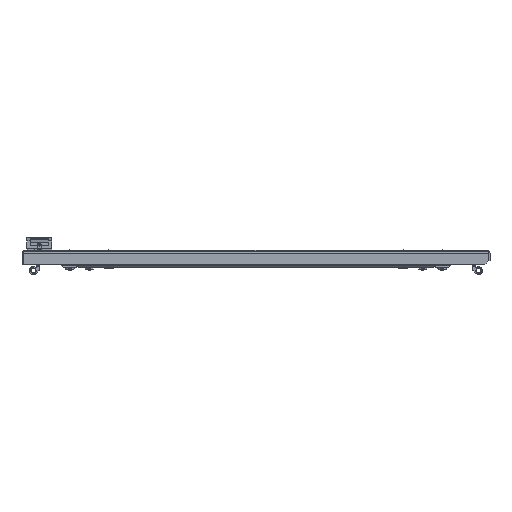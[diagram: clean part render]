
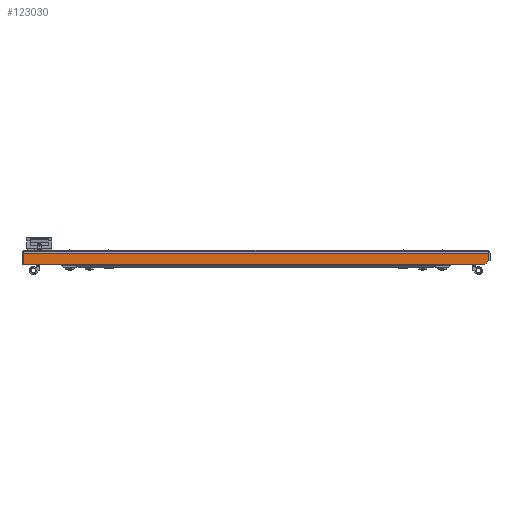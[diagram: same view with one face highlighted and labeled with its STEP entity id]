
A CAD part, front view. The second image highlights one B-rep face of the part: STEP entity #123030.
In plain terms, the highlighted planar face has unit normal (0, -1, 0).
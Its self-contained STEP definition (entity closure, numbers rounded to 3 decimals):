
#51 = ORIENTED_EDGE ( 'NONE', *, *, #105443, .T. ) ;
#1936 = VERTEX_POINT ( 'NONE', #15591 ) ;
#3695 = DIRECTION ( 'NONE',  ( 0.707, 0., 0.707 ) ) ;
#3754 = ORIENTED_EDGE ( 'NONE', *, *, #38972, .F. ) ;
#8529 = DIRECTION ( 'NONE',  ( 1., 0., 0. ) ) ;
#15591 = CARTESIAN_POINT ( 'NONE',  ( -296.929, -992., -2. ) ) ;
#25294 = CARTESIAN_POINT ( 'NONE',  ( -298.4, -992., -16.6 ) ) ;
#27018 = AXIS2_PLACEMENT_3D ( 'NONE', #121005, #30979, #46545 ) ;
#29739 = VERTEX_POINT ( 'NONE', #44071 ) ;
#30979 = DIRECTION ( 'NONE',  ( 0., 1., 0. ) ) ;
#34345 = ORIENTED_EDGE ( 'NONE', *, *, #68686, .T. ) ;
#35184 = EDGE_CURVE ( 'NONE', #1936, #37320, #180267, .T. ) ;
#37320 = VERTEX_POINT ( 'NONE', #152287 ) ;
#38972 = EDGE_CURVE ( 'NONE', #37320, #29739, #88351, .T. ) ;
#41985 = ORIENTED_EDGE ( 'NONE', *, *, #35184, .F. ) ;
#44071 = CARTESIAN_POINT ( 'NONE',  ( 296.929, -992., -11.6 ) ) ;
#46228 = VECTOR ( 'NONE', #3695, 1000. ) ;
#46545 = DIRECTION ( 'NONE',  ( 0., 0., 1. ) ) ;
#46782 = ORIENTED_EDGE ( 'NONE', *, *, #91988, .T. ) ;
#56463 = VERTEX_POINT ( 'NONE', #177601 ) ;
#63091 = CARTESIAN_POINT ( 'NONE',  ( -296.929, -992., 0. ) ) ;
#68686 = EDGE_CURVE ( 'NONE', #56463, #29739, #146520, .T. ) ;
#76816 = DIRECTION ( 'NONE',  ( 0., 0., -1. ) ) ;
#78497 = VECTOR ( 'NONE', #84598, 1000. ) ;
#82476 = VECTOR ( 'NONE', #8529, 1000. ) ;
#84598 = DIRECTION ( 'NONE',  ( 1., 0., 0. ) ) ;
#88351 = LINE ( 'NONE', #155712, #186157 ) ;
#91988 = EDGE_CURVE ( 'NONE', #98733, #56463, #173999, .T. ) ;
#98733 = VERTEX_POINT ( 'NONE', #164863 ) ;
#105443 = EDGE_CURVE ( '������14', #1936, #98733, #160359, .T. ) ;
#113521 = CARTESIAN_POINT ( 'NONE',  ( 298.4, -992., -2. ) ) ;
#117182 = PLANE ( 'NONE',  #27018 ) ;
#121005 = CARTESIAN_POINT ( 'NONE',  ( -298.4, -992., 0. ) ) ;
#123030 = ADVANCED_FACE ( '�����12', ( #124368 ), #117182, .F. ) ;
#123875 = DIRECTION ( 'NONE',  ( 0., 0., -1. ) ) ;
#124368 = FACE_OUTER_BOUND ( 'NONE', #152735, .T. ) ;
#146520 = LINE ( 'NONE', #166478, #46228 ) ;
#152287 = CARTESIAN_POINT ( 'NONE',  ( 296.929, -992., -2. ) ) ;
#152735 = EDGE_LOOP ( 'NONE', ( #46782, #34345, #3754, #41985, #51 ) ) ;
#155712 = CARTESIAN_POINT ( 'NONE',  ( 296.929, -992., 0. ) ) ;
#160359 = LINE ( 'NONE', #63091, #162571 ) ;
#162571 = VECTOR ( 'NONE', #76816, 1000. ) ;
#164863 = CARTESIAN_POINT ( 'NONE',  ( -296.929, -992., -16.6 ) ) ;
#166478 = CARTESIAN_POINT ( 'NONE',  ( 296.929, -992., -11.6 ) ) ;
#173999 = LINE ( 'NONE', #25294, #78497 ) ;
#177601 = CARTESIAN_POINT ( 'NONE',  ( 291.929, -992., -16.6 ) ) ;
#180267 = LINE ( 'NONE', #113521, #82476 ) ;
#186157 = VECTOR ( 'NONE', #123875, 1000. ) ;
